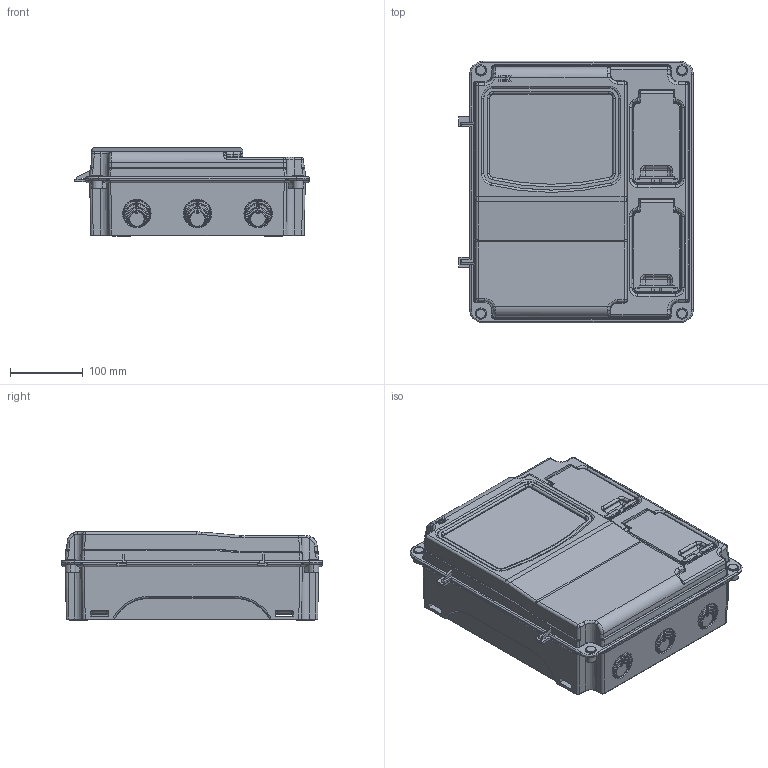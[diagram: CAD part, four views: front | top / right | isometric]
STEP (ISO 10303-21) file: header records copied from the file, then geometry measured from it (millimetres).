
FILE_DESCRIPTION (( 'STEP AP203' ), '1' );
FILE_NAME ('MSP3-N-06-55 Êîðïóñ äëÿ óñòàíîâêè ñ÷åò÷èêà ÙÓÐí-Ï 3_6.STEP', '2018-07-10T12:11:19', ( '' ), ( '' ), 'SwSTEP 2.0', 'SolidWorks 2014', '' );
FILE_SCHEMA (( 'CONFIG_CONTROL_DESIGN' ));
Products named in the file (2): MSP3-N-06-55 Êîðïóñ äëÿ óñòàíîâêè ñ÷åò÷èêà ÙÓÐí-Ï 3_6
Bounding box: 323.07 x 360 x 122.5 mm (x, y, z)
Volume: 1108259.2 mm3; surface area: 922229.4 mm2
Topology: 7 solids, 7 shells, 5135 faces, 13120 edges, 8138 vertices
Faces by surface type: plane 1622, bspline 1490, cylinder 1191, cone 504, torus 280, sphere 48
Entity records: 189515 total; most frequent: CARTESIAN_POINT 77497, ORIENTED_EDGE 26196, DIRECTION 19705, EDGE_CURVE 13098, VERTEX_POINT 8138, AXIS2_PLACEMENT_3D 6733, VECTOR 6239, LINE 6239
